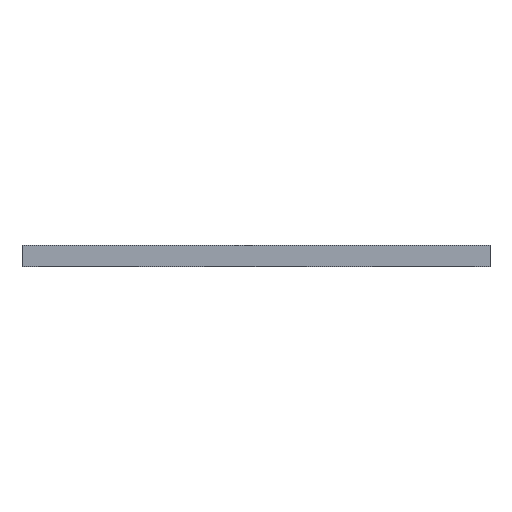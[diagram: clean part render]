
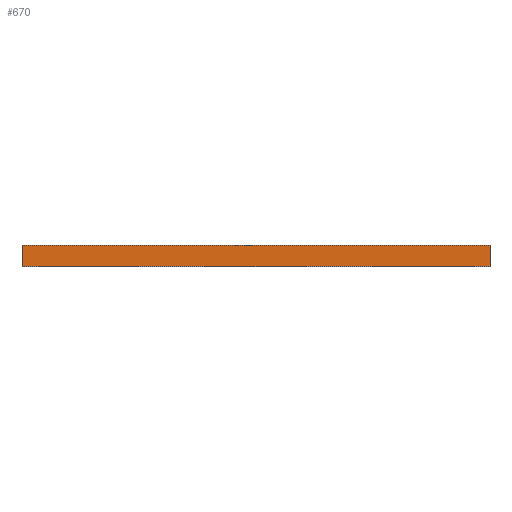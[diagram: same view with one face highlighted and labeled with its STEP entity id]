
A CAD part, top view. The second image highlights one B-rep face of the part: STEP entity #670.
In plain terms, the highlighted planar face has unit normal (0, 0, 1).
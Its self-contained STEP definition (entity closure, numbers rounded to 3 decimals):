
#61 = DIRECTION ( 'NONE',  ( 0., 0., 1. ) ) ;
#70 = CARTESIAN_POINT ( 'NONE',  ( -22.225, 0., 20.25 ) ) ;
#80 = CARTESIAN_POINT ( 'NONE',  ( 22.225, 0., 20.25 ) ) ;
#85 = VECTOR ( 'NONE', #426, 1000. ) ;
#103 = CARTESIAN_POINT ( 'NONE',  ( -22.225, -2., 20.25 ) ) ;
#114 = EDGE_CURVE ( 'NONE', #671, #177, #408, .T. ) ;
#122 = VERTEX_POINT ( 'NONE', #80 ) ;
#161 = LINE ( 'NONE', #389, #297 ) ;
#176 = ORIENTED_EDGE ( 'NONE', *, *, #1060, .T. ) ;
#177 = VERTEX_POINT ( 'NONE', #323 ) ;
#219 = DIRECTION ( 'NONE',  ( 1., 0., 0. ) ) ;
#267 = ORIENTED_EDGE ( 'NONE', *, *, #319, .T. ) ;
#297 = VECTOR ( 'NONE', #769, 1000. ) ;
#319 = EDGE_CURVE ( 'NONE', #671, #881, #753, .T. ) ;
#323 = CARTESIAN_POINT ( 'NONE',  ( -22.225, 0., 20.25 ) ) ;
#384 = DIRECTION ( 'NONE',  ( 1., 0., 0. ) ) ;
#389 = CARTESIAN_POINT ( 'NONE',  ( 22.225, -2., 20.25 ) ) ;
#392 = VECTOR ( 'NONE', #219, 1000. ) ;
#398 = ORIENTED_EDGE ( 'NONE', *, *, #655, .F. ) ;
#408 = LINE ( 'NONE', #103, #440 ) ;
#426 = DIRECTION ( 'NONE',  ( 1., 0., 0. ) ) ;
#440 = VECTOR ( 'NONE', #826, 1000. ) ;
#491 = PLANE ( 'NONE',  #1005 ) ;
#563 = LINE ( 'NONE', #70, #392 ) ;
#587 = CARTESIAN_POINT ( 'NONE',  ( -22.225, -2., 20.25 ) ) ;
#626 = ORIENTED_EDGE ( 'NONE', *, *, #114, .F. ) ;
#655 = EDGE_CURVE ( 'NONE', #177, #122, #563, .T. ) ;
#670 = ADVANCED_FACE ( 'NONE', ( #682 ), #491, .T. ) ;
#671 = VERTEX_POINT ( 'NONE', #758 ) ;
#682 = FACE_OUTER_BOUND ( 'NONE', #888, .T. ) ;
#753 = LINE ( 'NONE', #794, #85 ) ;
#758 = CARTESIAN_POINT ( 'NONE',  ( -22.225, -2., 20.25 ) ) ;
#769 = DIRECTION ( 'NONE',  ( 0., 1., 0. ) ) ;
#788 = CARTESIAN_POINT ( 'NONE',  ( 22.225, -2., 20.25 ) ) ;
#794 = CARTESIAN_POINT ( 'NONE',  ( -22.225, -2., 20.25 ) ) ;
#826 = DIRECTION ( 'NONE',  ( 0., 1., 0. ) ) ;
#881 = VERTEX_POINT ( 'NONE', #788 ) ;
#888 = EDGE_LOOP ( 'NONE', ( #398, #626, #267, #176 ) ) ;
#1005 = AXIS2_PLACEMENT_3D ( 'NONE', #587, #61, #384 ) ;
#1060 = EDGE_CURVE ( 'NONE', #881, #122, #161, .T. ) ;
